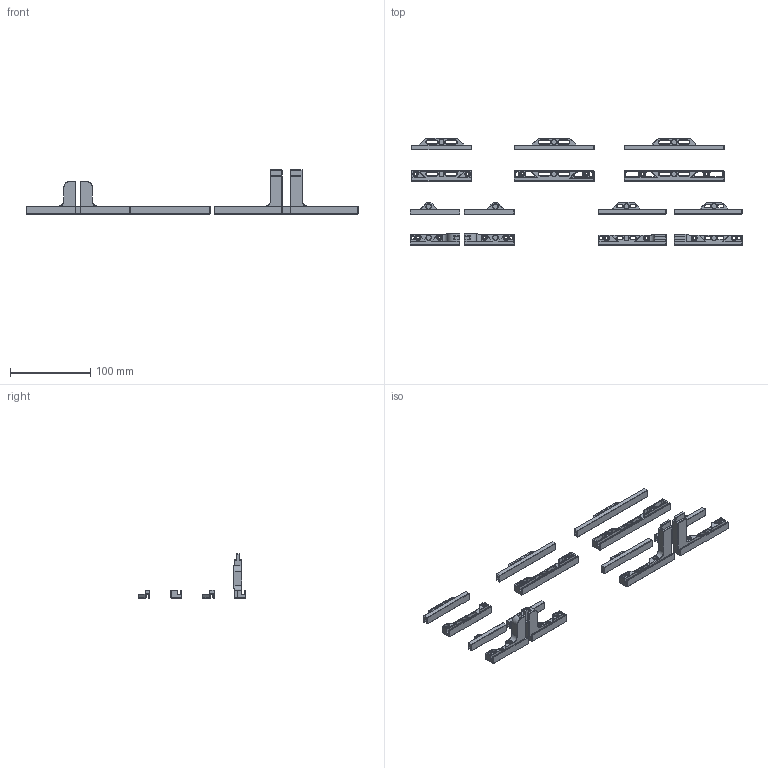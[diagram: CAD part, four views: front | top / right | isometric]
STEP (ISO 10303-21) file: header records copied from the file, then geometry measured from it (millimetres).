
FILE_DESCRIPTION(/* description */ (''),/* implementation_level */ '2;1');
FILE_NAME(/* name */ 'DOOM Mag top bottom Panels.step',/* time_stamp */ '2022-01-17T12:14:09-05:00',/* author */ (''),/* organization */ (''),/* preprocessor_version */ 'ST-DEVELOPER v18.1',/* originating_system */ 'Autodesk Translation Framework v10.10.0.1391',/* authorisation */ '');
FILE_SCHEMA (('AUTOMOTIVE_DESIGN { 1 0 10303 214 3 1 1 }'));
Length unit declared in the file: millimetre
Products named in the file (8): (Unsaved); Corner Long; Corner Short(Mirror); Corner Long(Mirror); 100 Middle; 75 Middle; 125 Middle; Corner Short
Assembly tree (7 placements, depth 2):
  (Unsaved)
    Corner Long
    Corner Short(Mirror)
    Corner Long(Mirror)
    100 Middle
    75 Middle
    125 Middle
    Corner Short
Bounding box: 414.5 x 134.35 x 55 mm (x, y, z)
Volume: 101780.8 mm3; surface area: 73696.5 mm2
Topology: 14 solids, 14 shells, 1625 faces, 3564 edges, 1974 vertices
Faces by surface type: plane 1227, cone 258, cylinder 136, bspline 4
Full cylindrical faces by diameter (mm): 3.3 x14, 6.2 x28
Entity records: 43102 total; most frequent: CARTESIAN_POINT 7456, DIRECTION 7350, ORIENTED_EDGE 7128, EDGE_CURVE 3564, LINE 2960, VECTOR 2960, AXIS2_PLACEMENT_3D 2195, VERTEX_POINT 1974
